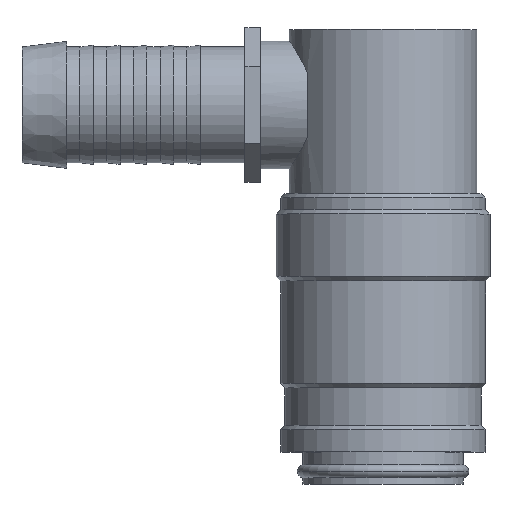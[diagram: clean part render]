
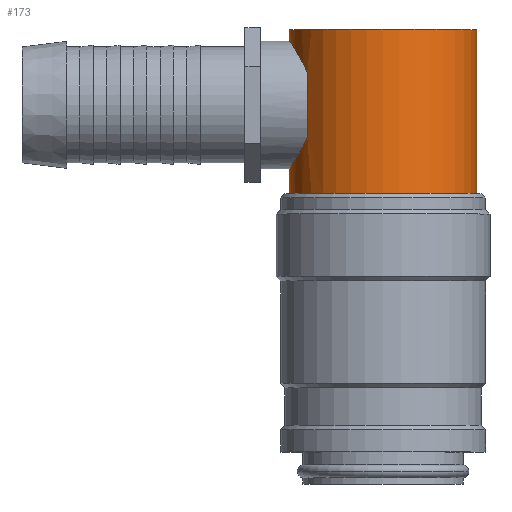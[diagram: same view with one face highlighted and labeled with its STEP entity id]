
A CAD part, top view. The second image highlights one B-rep face of the part: STEP entity #173.
In plain terms, the highlighted cylindrical face has radius 10.5 mm (diameter 21 mm), a partial arc.
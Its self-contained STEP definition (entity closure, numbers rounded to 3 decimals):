
#173=ADVANCED_FACE('',(#397),#398,.T.);
#397=FACE_OUTER_BOUND('',#678,.T.);
#398=CYLINDRICAL_SURFACE('',#679,10.5);
#678=EDGE_LOOP('',(#1106,#1107,#1108,#1109,#1110,#1111,#1112,#1113));
#679=AXIS2_PLACEMENT_3D('',#1114,#1115,#1116);
#1106=ORIENTED_EDGE('',*,*,#1704,.T.);
#1107=ORIENTED_EDGE('',*,*,#1705,.F.);
#1108=ORIENTED_EDGE('',*,*,#1706,.T.);
#1109=ORIENTED_EDGE('',*,*,#1707,.F.);
#1110=ORIENTED_EDGE('',*,*,#1708,.F.);
#1111=ORIENTED_EDGE('',*,*,#1709,.F.);
#1112=ORIENTED_EDGE('',*,*,#1710,.T.);
#1113=ORIENTED_EDGE('',*,*,#1654,.F.);
#1114=CARTESIAN_POINT('',(0.0,40.42,0.0));
#1115=DIRECTION('',(-0.0,1.0,0.0));
#1116=DIRECTION('',(1.0,0.0,0.0));
#1654=EDGE_CURVE('',#1976,#1975,#1978,.T.);
#1704=EDGE_CURVE('',#1976,#2048,#2049,.T.);
#1705=EDGE_CURVE('',#2050,#2048,#2051,.T.);
#1706=EDGE_CURVE('',#2050,#2052,#2053,.T.);
#1707=EDGE_CURVE('',#2054,#2052,#2055,.T.);
#1708=EDGE_CURVE('',#2056,#2054,#2057,.T.);
#1709=EDGE_CURVE('',#2058,#2056,#2059,.T.);
#1710=EDGE_CURVE('',#2058,#1975,#2060,.T.);
#1975=VERTEX_POINT('',#2419);
#1976=VERTEX_POINT('',#2420);
#1978=CIRCLE('',#2422,10.5);
#2048=VERTEX_POINT('',#2514);
#2049=LINE('',#2515,#2516);
#2050=VERTEX_POINT('',#2517);
#2051=CIRCLE('',#2518,10.5);
#2052=VERTEX_POINT('',#2519);
#2053=LINE('',#2520,#2521);
#2054=VERTEX_POINT('',#2522);
#2055=B_SPLINE_CURVE_WITH_KNOTS('',3,(#2523,#2524,#2525,#2526,#2527,#2528,#2529,#2530,#2531,#2532,#2533,#2534,#2535,#2536,#2537,#2538,#2539,#2540,#2541,#2542,#2543,#2544,#2545,#2546,#2547,#2548),.UNSPECIFIED.,.F.,.F.,(4,2,2,2,2,2,2,2,2,2,2,2,4),(25.326,26.74,28.155,29.552,30.95,32.347,33.744,35.142,36.539,37.936,39.333,40.748,42.163),.UNSPECIFIED.);
#2056=VERTEX_POINT('',#2549);
#2057=LINE('',#2550,#2551);
#2058=VERTEX_POINT('',#2552);
#2059=B_SPLINE_CURVE_WITH_KNOTS('',3,(#2553,#2554,#2555,#2556,#2557,#2558,#2559,#2560,#2561,#2562,#2563,#2564,#2565,#2566,#2567,#2568,#2569,#2570,#2571,#2572,#2573,#2574,#2575,#2576,#2577,#2578),.UNSPECIFIED.,.F.,.F.,(4,2,2,2,2,2,2,2,2,2,2,2,4),(2.829,4.244,5.659,7.056,8.453,9.851,11.248,12.645,14.043,15.44,16.837,18.252,19.667),.UNSPECIFIED.);
#2060=LINE('',#2579,#2580);
#2419=CARTESIAN_POINT('',(-10.5,32.6,0.));
#2420=CARTESIAN_POINT('',(10.5,32.6,0.));
#2422=AXIS2_PLACEMENT_3D('',#3005,#3006,#3007);
#2514=CARTESIAN_POINT('',(10.5,51.0,0.0));
#2515=CARTESIAN_POINT('',(10.5,40.42,0.));
#2516=VECTOR('',#3072,1.0);
#2517=CARTESIAN_POINT('',(-10.5,51.0,0.));
#2518=AXIS2_PLACEMENT_3D('',#3073,#3074,#3075);
#2519=CARTESIAN_POINT('',(-10.5,49.7,0.));
#2520=CARTESIAN_POINT('',(-10.5,40.42,0.));
#2521=VECTOR('',#3076,1.0);
#2522=CARTESIAN_POINT('',(-8.5,46.172,6.164));
#2523=CARTESIAN_POINT('',(-8.177,45.331,6.587));
#2524=CARTESIAN_POINT('',(-8.325,45.767,6.403));
#2525=CARTESIAN_POINT('',(-8.497,46.181,6.177));
#2526=CARTESIAN_POINT('',(-8.85,46.945,5.659));
#2527=CARTESIAN_POINT('',(-9.032,47.295,5.367));
#2528=CARTESIAN_POINT('',(-9.371,47.913,4.749));
#2529=CARTESIAN_POINT('',(-9.542,48.204,4.401));
#2530=CARTESIAN_POINT('',(-9.859,48.724,3.636));
#2531=CARTESIAN_POINT('',(-10.004,48.952,3.22));
#2532=CARTESIAN_POINT('',(-10.245,49.322,2.343));
#2533=CARTESIAN_POINT('',(-10.341,49.465,1.881));
#2534=CARTESIAN_POINT('',(-10.468,49.654,0.943));
#2535=CARTESIAN_POINT('',(-10.5,49.7,0.466));
#2536=CARTESIAN_POINT('',(-10.5,49.7,-0.466));
#2537=CARTESIAN_POINT('',(-10.468,49.654,-0.943));
#2538=CARTESIAN_POINT('',(-10.341,49.465,-1.881));
#2539=CARTESIAN_POINT('',(-10.245,49.322,-2.343));
#2540=CARTESIAN_POINT('',(-10.004,48.952,-3.22));
#2541=CARTESIAN_POINT('',(-9.859,48.724,-3.636));
#2542=CARTESIAN_POINT('',(-9.542,48.204,-4.401));
#2543=CARTESIAN_POINT('',(-9.371,47.913,-4.749));
#2544=CARTESIAN_POINT('',(-9.032,47.295,-5.367));
#2545=CARTESIAN_POINT('',(-8.85,46.945,-5.659));
#2546=CARTESIAN_POINT('',(-8.497,46.181,-6.177));
#2547=CARTESIAN_POINT('',(-8.325,45.767,-6.403));
#2548=CARTESIAN_POINT('',(-8.177,45.331,-6.587));
#2549=CARTESIAN_POINT('',(-8.5,38.928,6.164));
#2550=CARTESIAN_POINT('',(-8.5,42.55,6.164));
#2551=VECTOR('',#3077,1.0);
#2552=CARTESIAN_POINT('',(-10.5,35.4,0.));
#2553=CARTESIAN_POINT('',(-8.177,39.769,-6.587));
#2554=CARTESIAN_POINT('',(-8.325,39.333,-6.403));
#2555=CARTESIAN_POINT('',(-8.497,38.919,-6.177));
#2556=CARTESIAN_POINT('',(-8.85,38.155,-5.659));
#2557=CARTESIAN_POINT('',(-9.032,37.805,-5.367));
#2558=CARTESIAN_POINT('',(-9.371,37.187,-4.749));
#2559=CARTESIAN_POINT('',(-9.542,36.896,-4.401));
#2560=CARTESIAN_POINT('',(-9.859,36.376,-3.636));
#2561=CARTESIAN_POINT('',(-10.004,36.148,-3.22));
#2562=CARTESIAN_POINT('',(-10.245,35.778,-2.343));
#2563=CARTESIAN_POINT('',(-10.341,35.635,-1.881));
#2564=CARTESIAN_POINT('',(-10.468,35.446,-0.943));
#2565=CARTESIAN_POINT('',(-10.5,35.4,-0.466));
#2566=CARTESIAN_POINT('',(-10.5,35.4,0.466));
#2567=CARTESIAN_POINT('',(-10.468,35.446,0.943));
#2568=CARTESIAN_POINT('',(-10.341,35.635,1.881));
#2569=CARTESIAN_POINT('',(-10.245,35.778,2.343));
#2570=CARTESIAN_POINT('',(-10.004,36.148,3.22));
#2571=CARTESIAN_POINT('',(-9.859,36.376,3.636));
#2572=CARTESIAN_POINT('',(-9.542,36.896,4.401));
#2573=CARTESIAN_POINT('',(-9.371,37.187,4.749));
#2574=CARTESIAN_POINT('',(-9.032,37.805,5.367));
#2575=CARTESIAN_POINT('',(-8.85,38.155,5.659));
#2576=CARTESIAN_POINT('',(-8.497,38.919,6.177));
#2577=CARTESIAN_POINT('',(-8.325,39.333,6.403));
#2578=CARTESIAN_POINT('',(-8.177,39.769,6.587));
#2579=CARTESIAN_POINT('',(-10.5,40.42,0.));
#2580=VECTOR('',#3078,1.0);
#3005=CARTESIAN_POINT('',(0.0,32.6,0.0));
#3006=DIRECTION('',(0.,-1.0,-0.0));
#3007=DIRECTION('',(1.0,0.,0.0));
#3072=DIRECTION('',(0.0,1.0,0.0));
#3073=CARTESIAN_POINT('',(0.0,51.0,0.0));
#3074=DIRECTION('',(-0.0,1.0,0.0));
#3075=DIRECTION('',(1.0,0.0,0.0));
#3076=DIRECTION('',(-0.0,-1.0,-0.0));
#3077=DIRECTION('',(0.0,1.0,0.0));
#3078=DIRECTION('',(-0.0,-1.0,-0.0));
